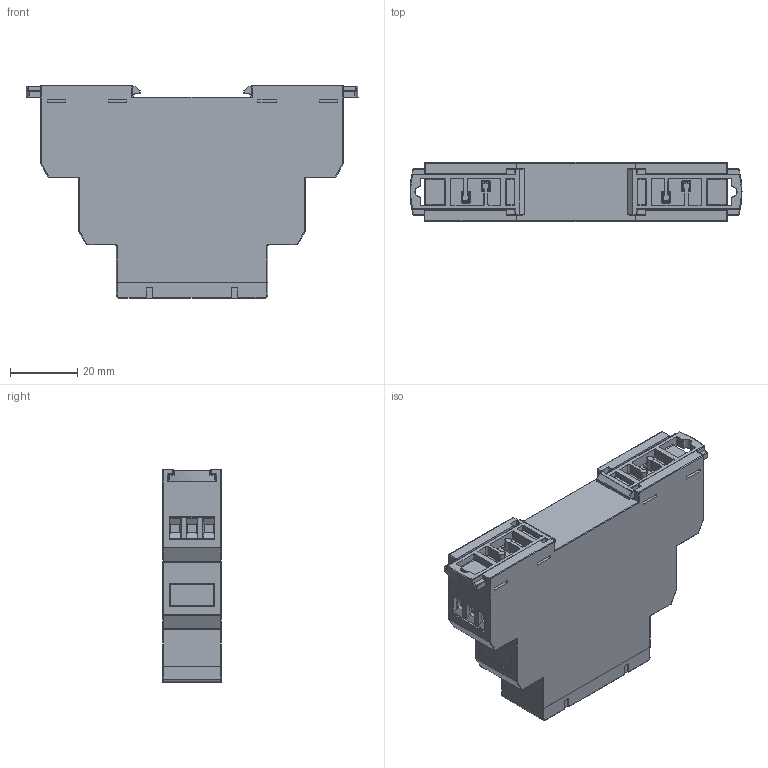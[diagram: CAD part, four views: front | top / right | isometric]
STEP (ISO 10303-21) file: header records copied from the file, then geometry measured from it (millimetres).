
FILE_DESCRIPTION (( 'STEP AP214' ), '1' );
FILE_NAME ('MT-T.STEP', '2014-09-16T12:01:15', ( '' ), ( '' ), 'SwSTEP 2.0', 'SolidWorks 2012', '' );
FILE_SCHEMA (( 'AUTOMOTIVE_DESIGN' ));
Length unit declared in the file: millimetre
Products named in the file (3): T4NW-2000 Zaczep na szynê DIN; MT-W; MT-T
Assembly tree (3 placements, depth 2):
  MT-T
    MT-W
    T4NW-2000 Zaczep na szynê DIN  x2
Bounding box: 98.73 x 17.5 x 63.5 mm (x, y, z)
Volume: 75449 mm3; surface area: 18502.8 mm2
Topology: 3 solids, 3 shells, 878 faces, 2148 edges, 1301 vertices
Faces by surface type: plane 428, cylinder 291, torus 64, sphere 59, bspline 24, cone 12
Entity records: 28554 total; most frequent: CARTESIAN_POINT 4447, ORIENTED_EDGE 3638, DIRECTION 3626, EDGE_CURVE 1819, AXIS2_PLACEMENT_3D 1220, VECTOR 1186, LINE 1186, VERTEX_POINT 1119
